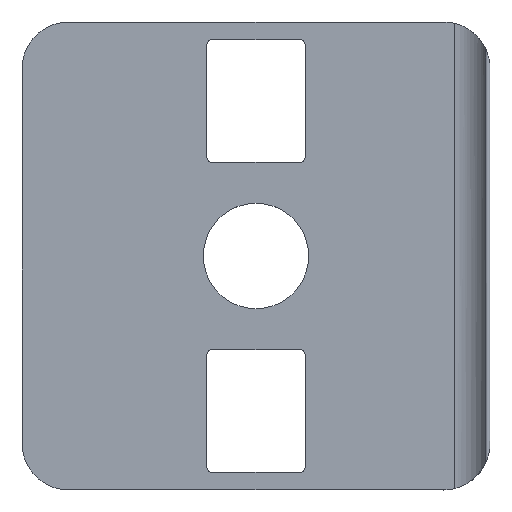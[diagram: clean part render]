
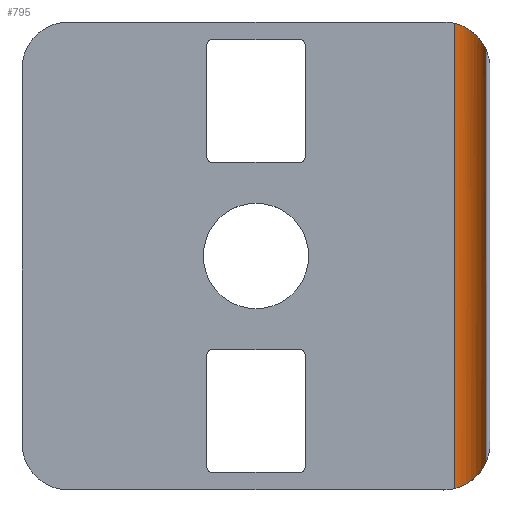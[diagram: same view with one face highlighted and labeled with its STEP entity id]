
A CAD part, top view. The second image highlights one B-rep face of the part: STEP entity #795.
In plain terms, the highlighted cylindrical face has radius 3 mm (diameter 6 mm), a partial arc.
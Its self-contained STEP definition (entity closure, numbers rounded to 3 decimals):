
#10 = B_SPLINE_CURVE_WITH_KNOTS ( 'NONE', 3,
 ( #937, #97, #444, #29, #277, #613, #798, #959, #1051, #283 ),
 .UNSPECIFIED., .F., .F.,
 ( 4, 2, 2, 2, 4 ),
 ( 0., 0.001, 0.002, 0.003, 0.004 ),
 .UNSPECIFIED. ) ;
#14 = VERTEX_POINT ( 'NONE', #51 ) ;
#29 = CARTESIAN_POINT ( 'NONE',  ( 18.178, 19.37, 1.525 ) ) ;
#38 = CARTESIAN_POINT ( 'NONE',  ( 17.618, -19.662, 1.36 ) ) ;
#50 = CARTESIAN_POINT ( 'NONE',  ( 18.866, -18.806, 1.936 ) ) ;
#51 = CARTESIAN_POINT ( 'NONE',  ( 19.625, 17.691, 2.847 ) ) ;
#78 = CARTESIAN_POINT ( 'NONE',  ( 19.625, -17.691, 2.847 ) ) ;
#97 = CARTESIAN_POINT ( 'NONE',  ( 17.32, 19.79, 1.3 ) ) ;
#130 = CARTESIAN_POINT ( 'NONE',  ( 18.172, -19.362, 1.535 ) ) ;
#152 = EDGE_CURVE ( 'NONE', #506, #305, #451, .T. ) ;
#160 = B_SPLINE_CURVE_WITH_KNOTS ( 'NONE', 3,
 ( #494, #239, #339, #78 ),
 .UNSPECIFIED., .F., .F.,
 ( 4, 4 ),
 ( 0., 1. ),
 .UNSPECIFIED. ) ;
#216 = CARTESIAN_POINT ( 'NONE',  ( 19.381, -18.155, 2.459 ) ) ;
#239 = CARTESIAN_POINT ( 'NONE',  ( 19.625, 5.897, 2.847 ) ) ;
#249 = ORIENTED_EDGE ( 'NONE', *, *, #152, .F. ) ;
#277 = CARTESIAN_POINT ( 'NONE',  ( 18.425, 19.195, 1.647 ) ) ;
#283 = CARTESIAN_POINT ( 'NONE',  ( 19.625, 17.691, 2.847 ) ) ;
#304 = VERTEX_POINT ( 'NONE', #405 ) ;
#305 = VERTEX_POINT ( 'NONE', #329 ) ;
#306 = DIRECTION ( 'NONE',  ( 0., -1., 0. ) ) ;
#321 = VECTOR ( 'NONE', #908, 1000. ) ;
#329 = CARTESIAN_POINT ( 'NONE',  ( 17., 19.873, 1.3 ) ) ;
#339 = CARTESIAN_POINT ( 'NONE',  ( 19.625, -5.897, 2.847 ) ) ;
#350 = B_SPLINE_CURVE_WITH_KNOTS ( 'NONE', 3,
 ( #974, #551, #216, #1058, #50, #636, #965, #130, #457, #545, #38, #454, #625, #717 ),
 .UNSPECIFIED., .F., .F.,
 ( 4, 2, 2, 2, 2, 2, 4 ),
 ( 0., 0.001, 0.002, 0.002, 0.003, 0.003, 0.004 ),
 .UNSPECIFIED. ) ;
#405 = CARTESIAN_POINT ( 'NONE',  ( 19.625, -17.691, 2.847 ) ) ;
#406 = FACE_OUTER_BOUND ( 'NONE', #427, .T. ) ;
#427 = EDGE_LOOP ( 'NONE', ( #473, #447, #249, #470 ) ) ;
#444 = CARTESIAN_POINT ( 'NONE',  ( 17.618, 19.672, 1.35 ) ) ;
#447 = ORIENTED_EDGE ( 'NONE', *, *, #530, .F. ) ;
#451 = LINE ( 'NONE', #904, #321 ) ;
#454 = CARTESIAN_POINT ( 'NONE',  ( 17.317, -19.78, 1.313 ) ) ;
#457 = CARTESIAN_POINT ( 'NONE',  ( 18.039, -19.445, 1.482 ) ) ;
#470 = ORIENTED_EDGE ( 'NONE', *, *, #719, .F. ) ;
#473 = ORIENTED_EDGE ( 'NONE', *, *, #950, .F. ) ;
#494 = CARTESIAN_POINT ( 'NONE',  ( 19.625, 17.691, 2.847 ) ) ;
#506 = VERTEX_POINT ( 'NONE', #857 ) ;
#530 = EDGE_CURVE ( 'NONE', #305, #14, #10, .T. ) ;
#545 = CARTESIAN_POINT ( 'NONE',  ( 17.762, -19.594, 1.395 ) ) ;
#551 = CARTESIAN_POINT ( 'NONE',  ( 19.515, -17.928, 2.648 ) ) ;
#613 = CARTESIAN_POINT ( 'NONE',  ( 18.868, 18.804, 1.937 ) ) ;
#625 = CARTESIAN_POINT ( 'NONE',  ( 17.16, -19.832, 1.3 ) ) ;
#636 = CARTESIAN_POINT ( 'NONE',  ( 18.537, -19.096, 1.721 ) ) ;
#679 = CYLINDRICAL_SURFACE ( 'NONE', #960, 3. ) ;
#717 = CARTESIAN_POINT ( 'NONE',  ( 17., -19.873, 1.3 ) ) ;
#719 = EDGE_CURVE ( 'NONE', #304, #506, #350, .T. ) ;
#751 = CARTESIAN_POINT ( 'NONE',  ( 17., 20., 4.3 ) ) ;
#795 = ADVANCED_FACE ( 'NONE', ( #406 ), #679, .F. ) ;
#798 = CARTESIAN_POINT ( 'NONE',  ( 19.055, 18.596, 2.101 ) ) ;
#857 = CARTESIAN_POINT ( 'NONE',  ( 17., -19.873, 1.3 ) ) ;
#904 = CARTESIAN_POINT ( 'NONE',  ( 17., 20., 1.3 ) ) ;
#908 = DIRECTION ( 'NONE',  ( 0., 1., 0. ) ) ;
#937 = CARTESIAN_POINT ( 'NONE',  ( 17., 19.873, 1.3 ) ) ;
#950 = EDGE_CURVE ( 'NONE', #14, #304, #160, .T. ) ;
#959 = CARTESIAN_POINT ( 'NONE',  ( 19.379, 18.158, 2.456 ) ) ;
#960 = AXIS2_PLACEMENT_3D ( 'NONE', #751, #306, #988 ) ;
#965 = CARTESIAN_POINT ( 'NONE',  ( 18.421, -19.188, 1.654 ) ) ;
#974 = CARTESIAN_POINT ( 'NONE',  ( 19.625, -17.691, 2.847 ) ) ;
#988 = DIRECTION ( 'NONE',  ( 0., 0., -1. ) ) ;
#1051 = CARTESIAN_POINT ( 'NONE',  ( 19.514, 17.928, 2.648 ) ) ;
#1058 = CARTESIAN_POINT ( 'NONE',  ( 19.057, -18.594, 2.103 ) ) ;
